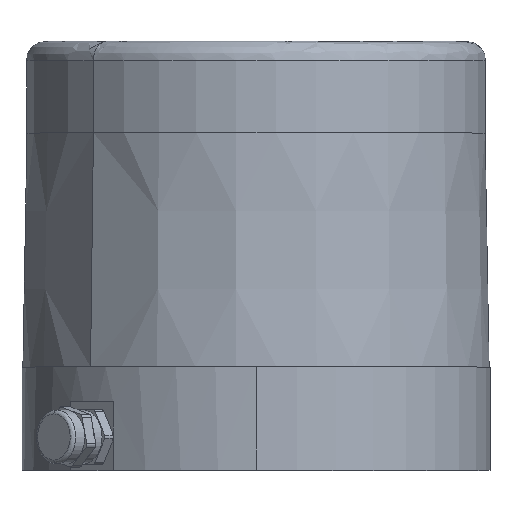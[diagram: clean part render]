
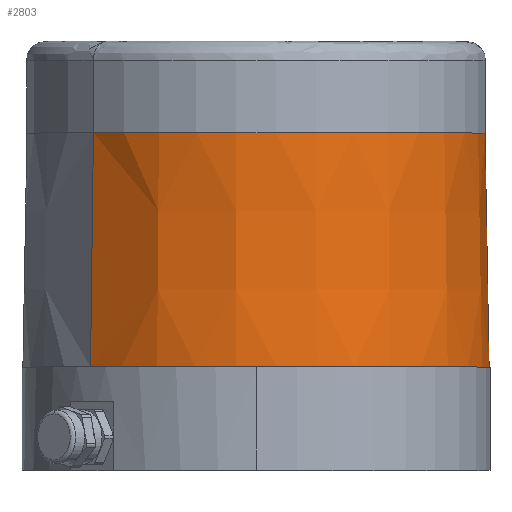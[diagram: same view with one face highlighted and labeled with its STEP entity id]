
A CAD part, top view. The second image highlights one B-rep face of the part: STEP entity #2803.
In plain terms, the highlighted conical face has half-angle 1 degrees and reference radius 60 mm.
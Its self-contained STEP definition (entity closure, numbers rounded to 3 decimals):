
#38 = DIRECTION ( 'NONE',  ( 0., 0., 1. ) ) ;
#90 = CARTESIAN_POINT ( 'NONE',  ( 0., 0., -47. ) ) ;
#219 = ORIENTED_EDGE ( 'NONE', *, *, #4569, .T. ) ;
#499 = VECTOR ( 'NONE', #7245, 1000. ) ;
#560 = CIRCLE ( 'NONE', #3228, 58.953 ) ;
#622 = ORIENTED_EDGE ( 'NONE', *, *, #4445, .T. ) ;
#630 = VERTEX_POINT ( 'NONE', #1065 ) ;
#690 = DIRECTION ( 'NONE',  ( 0., 0., -1. ) ) ;
#1065 = CARTESIAN_POINT ( 'NONE',  ( 58.953, 0., 13. ) ) ;
#1277 = CARTESIAN_POINT ( 'NONE',  ( -60., 0., -47. ) ) ;
#1324 = EDGE_CURVE ( 'NONE', #1665, #3271, #6172, .T. ) ;
#1665 = VERTEX_POINT ( 'NONE', #3392 ) ;
#1851 = CARTESIAN_POINT ( 'NONE',  ( -60., 0., -47. ) ) ;
#2454 = FACE_OUTER_BOUND ( 'NONE', #4915, .T. ) ;
#2488 = VERTEX_POINT ( 'NONE', #5670 ) ;
#2619 = CONICAL_SURFACE ( 'NONE', #5314, 60., 0.017 ) ;
#2736 = EDGE_CURVE ( 'NONE', #630, #2488, #6092, .T. ) ;
#2803 = ADVANCED_FACE ( 'NONE', ( #2454 ), #2619, .T. ) ;
#3058 = CARTESIAN_POINT ( 'NONE',  ( 0., 0., 13. ) ) ;
#3228 = AXIS2_PLACEMENT_3D ( 'NONE', #3058, #690, #3380 ) ;
#3271 = VERTEX_POINT ( 'NONE', #1851 ) ;
#3380 = DIRECTION ( 'NONE',  ( -1., 0., 0. ) ) ;
#3392 = CARTESIAN_POINT ( 'NONE',  ( -58.953, 0., 13. ) ) ;
#3978 = DIRECTION ( 'NONE',  ( 0., 0., -1. ) ) ;
#3996 = CARTESIAN_POINT ( 'NONE',  ( 0., 0., -47. ) ) ;
#4002 = DIRECTION ( 'NONE',  ( -1., 0., 0. ) ) ;
#4044 = CIRCLE ( 'NONE', #7059, 60. ) ;
#4348 = ORIENTED_EDGE ( 'NONE', *, *, #2736, .F. ) ;
#4445 = EDGE_CURVE ( 'NONE', #3271, #2488, #4044, .T. ) ;
#4507 = DIRECTION ( 'NONE',  ( 0.017, 0., -1. ) ) ;
#4532 = CARTESIAN_POINT ( 'NONE',  ( 60., 0., -47. ) ) ;
#4569 = EDGE_CURVE ( 'NONE', #630, #1665, #560, .T. ) ;
#4915 = EDGE_LOOP ( 'NONE', ( #4348, #219, #5186, #622 ) ) ;
#5186 = ORIENTED_EDGE ( 'NONE', *, *, #1324, .T. ) ;
#5314 = AXIS2_PLACEMENT_3D ( 'NONE', #3996, #3978, #4002 ) ;
#5340 = VECTOR ( 'NONE', #4507, 1000. ) ;
#5670 = CARTESIAN_POINT ( 'NONE',  ( 60., 0., -47. ) ) ;
#6092 = LINE ( 'NONE', #4532, #5340 ) ;
#6172 = LINE ( 'NONE', #1277, #499 ) ;
#6595 = DIRECTION ( 'NONE',  ( -1., 0., 0. ) ) ;
#7059 = AXIS2_PLACEMENT_3D ( 'NONE', #90, #38, #6595 ) ;
#7245 = DIRECTION ( 'NONE',  ( -0.017, 0., -1. ) ) ;
